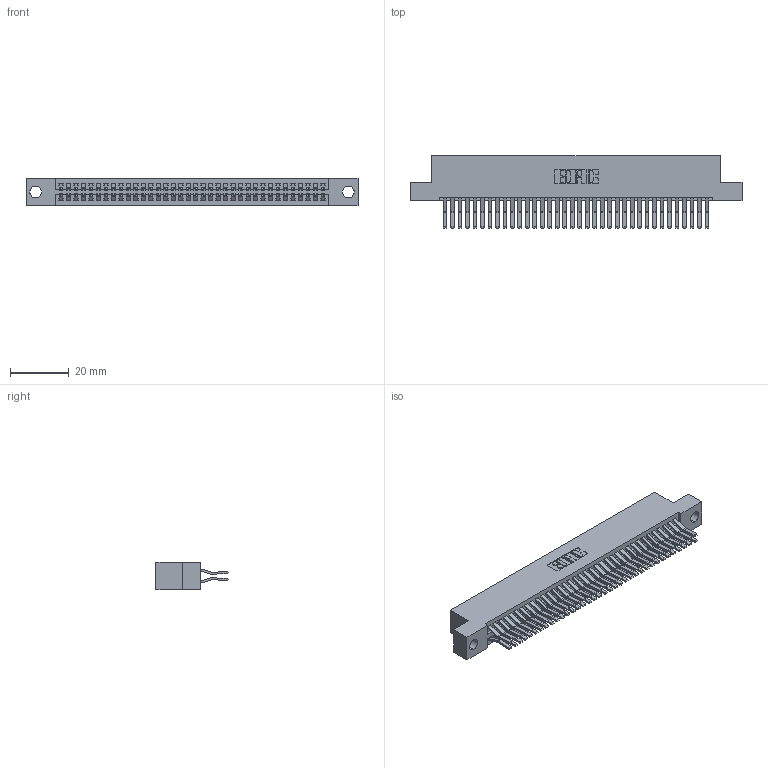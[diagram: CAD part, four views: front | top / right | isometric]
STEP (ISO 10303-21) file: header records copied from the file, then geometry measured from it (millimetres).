
FILE_DESCRIPTION (( 'STEP AP203' ), '1' );
FILE_NAME ('395-072-560-204.STEP', '2021-06-17T05:15:48', ( '' ), ( '' ), 'SwSTEP 2.0', 'SolidWorks 2020', '' );
FILE_SCHEMA (( 'CONFIG_CONTROL_DESIGN' ));
Length unit declared in the file: inch
Products named in the file (3): 345-292-001_560 Tail; 345 Part_Flush Mounting Lugs - 0.156 Dia-TI; 395-072-560-204
Assembly tree (73 placements, depth 2):
  395-072-560-204
    345 Part_Flush Mounting Lugs - 0.156 Dia-TI
    345-292-001_560 Tail  x72
Bounding box: 112.65 x 24.45 x 9.4 mm (x, y, z)
Volume: 11253.1 mm3; surface area: 17583.2 mm2
Topology: 73 solids, 73 shells, 3884 faces, 11537 edges, 7594 vertices
Faces by surface type: plane 2470, cylinder 1414
Entity records: 29561 total; most frequent: CARTESIAN_POINT 4966, ORIENTED_EDGE 4898, DIRECTION 4389, EDGE_CURVE 2449, LINE 2169, VECTOR 2169, VERTEX_POINT 1630, AXIS2_PLACEMENT_3D 1110
